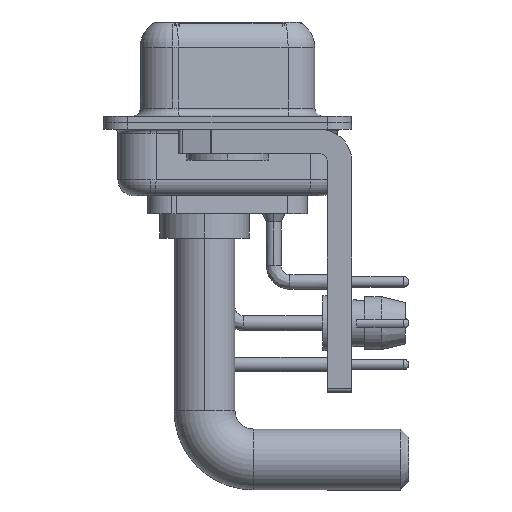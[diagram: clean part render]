
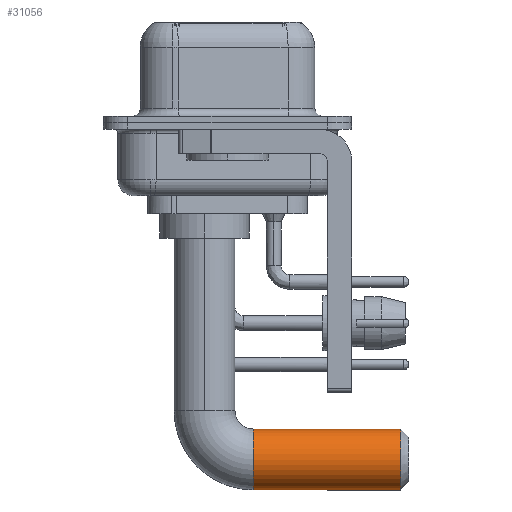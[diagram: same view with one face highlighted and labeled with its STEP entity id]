
A CAD part, left-side view. The second image highlights one B-rep face of the part: STEP entity #31056.
In plain terms, the highlighted cylindrical face has radius 1.875 mm (diameter 3.75 mm), a partial arc.
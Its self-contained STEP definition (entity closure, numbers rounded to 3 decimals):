
#342 = CARTESIAN_POINT ( 'NONE',  ( 0., -3., -11.755 ) ) ;
#1418 = VECTOR ( 'NONE', #11365, 1000. ) ;
#5742 = ORIENTED_EDGE ( 'NONE', *, *, #15139, .T. ) ;
#6367 = VERTEX_POINT ( 'NONE', #9799 ) ;
#6869 = CARTESIAN_POINT ( 'NONE',  ( 0., -3., -11.755 ) ) ;
#7174 = DIRECTION ( 'NONE',  ( 0., 0., -1. ) ) ;
#7351 = DIRECTION ( 'NONE',  ( 0., 1., 0. ) ) ;
#9799 = CARTESIAN_POINT ( 'NONE',  ( 0., -3., -15.505 ) ) ;
#10627 = FACE_OUTER_BOUND ( 'NONE', #12887, .T. ) ;
#10966 = VERTEX_POINT ( 'NONE', #20861 ) ;
#11200 = LINE ( 'NONE', #342, #30324 ) ;
#11365 = DIRECTION ( 'NONE',  ( 0., -1., 0. ) ) ;
#11561 = DIRECTION ( 'NONE',  ( 0., -1., 0. ) ) ;
#12887 = EDGE_LOOP ( 'NONE', ( #20998, #5742, #36323, #27037 ) ) ;
#13346 = CARTESIAN_POINT ( 'NONE',  ( 0., -3., -13.63 ) ) ;
#14298 = VERTEX_POINT ( 'NONE', #6869 ) ;
#15037 = LINE ( 'NONE', #26241, #1418 ) ;
#15139 = EDGE_CURVE ( 'NONE', #14298, #6367, #21585, .T. ) ;
#15701 = AXIS2_PLACEMENT_3D ( 'NONE', #13346, #24563, #19044 ) ;
#17319 = AXIS2_PLACEMENT_3D ( 'NONE', #29966, #7351, #7174 ) ;
#18731 = DIRECTION ( 'NONE',  ( 0., -1., 0. ) ) ;
#19044 = DIRECTION ( 'NONE',  ( -1., 0., 0. ) ) ;
#20861 = CARTESIAN_POINT ( 'NONE',  ( 0., -12.07, -15.505 ) ) ;
#20998 = ORIENTED_EDGE ( 'NONE', *, *, #25625, .F. ) ;
#21585 = CIRCLE ( 'NONE', #15701, 1.875 ) ;
#22277 = EDGE_CURVE ( 'NONE', #6367, #10966, #15037, .T. ) ;
#23879 = EDGE_CURVE ( 'NONE', #10966, #33830, #36084, .T. ) ;
#24423 = CYLINDRICAL_SURFACE ( 'NONE', #25904, 1.875 ) ;
#24563 = DIRECTION ( 'NONE',  ( 0., -1., 0. ) ) ;
#25625 = EDGE_CURVE ( 'NONE', #14298, #33830, #11200, .T. ) ;
#25904 = AXIS2_PLACEMENT_3D ( 'NONE', #30289, #18731, #30111 ) ;
#26241 = CARTESIAN_POINT ( 'NONE',  ( 0., -3., -15.505 ) ) ;
#27037 = ORIENTED_EDGE ( 'NONE', *, *, #23879, .T. ) ;
#29966 = CARTESIAN_POINT ( 'NONE',  ( 0., -12.07, -13.63 ) ) ;
#30111 = DIRECTION ( 'NONE',  ( 0., 0., -1. ) ) ;
#30289 = CARTESIAN_POINT ( 'NONE',  ( 0., -3., -13.63 ) ) ;
#30324 = VECTOR ( 'NONE', #11561, 1000. ) ;
#31056 = ADVANCED_FACE ( 'NONE', ( #10627 ), #24423, .T. ) ;
#33092 = CARTESIAN_POINT ( 'NONE',  ( 0., -12.07, -11.755 ) ) ;
#33830 = VERTEX_POINT ( 'NONE', #33092 ) ;
#36084 = CIRCLE ( 'NONE', #17319, 1.875 ) ;
#36323 = ORIENTED_EDGE ( 'NONE', *, *, #22277, .T. ) ;
